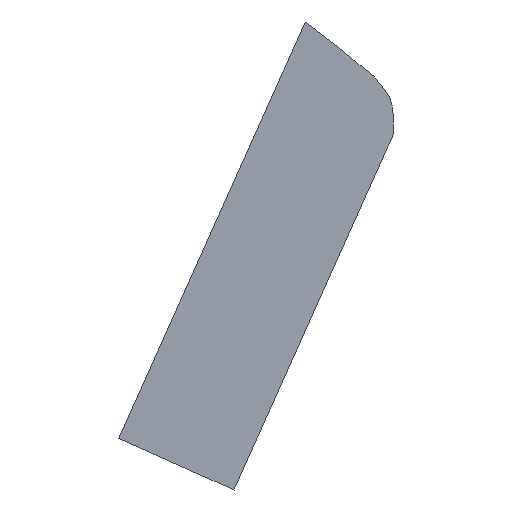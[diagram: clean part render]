
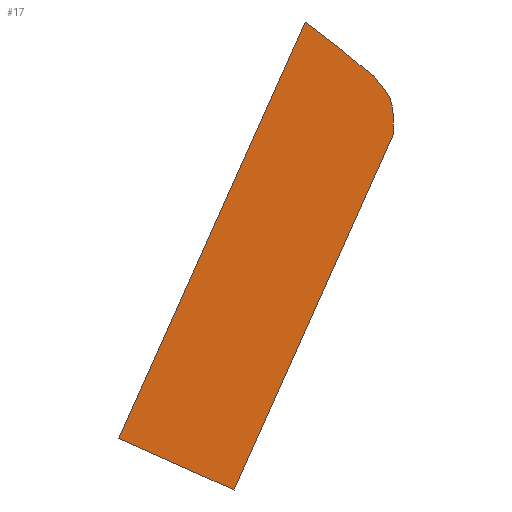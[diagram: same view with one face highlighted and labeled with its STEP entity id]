
A CAD part, left-side view. The second image highlights one B-rep face of the part: STEP entity #17.
In plain terms, the highlighted planar face has unit normal (1, -0.017, 0).
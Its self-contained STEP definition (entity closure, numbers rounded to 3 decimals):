
#17 = ADVANCED_FACE('',(#18),#32,.T.);
#18 = FACE_BOUND('',#19,.F.);
#19 = EDGE_LOOP('',(#20,#43,#59,#75,#97));
#20 = ORIENTED_EDGE('',*,*,#21,.T.);
#21 = EDGE_CURVE('',#22,#24,#26,.T.);
#22 = VERTEX_POINT('',#23);
#23 = CARTESIAN_POINT('',(-0.075,-4.414,
    56.079));
#24 = VERTEX_POINT('',#25);
#25 = CARTESIAN_POINT('',(0.754,44.338,-52.76
    ));
#26 = SURFACE_CURVE('',#27,(#31),.PCURVE_S1.);
#27 = LINE('',#28,#29);
#28 = CARTESIAN_POINT('',(-0.075,-4.414,
    56.079));
#29 = VECTOR('',#30,1.);
#30 = DIRECTION('',(0.007,0.409,-0.913));
#31 = PCURVE('',#32,#37);
#32 = PLANE('',#33);
#33 = AXIS2_PLACEMENT_3D('',#34,#35,#36);
#34 = CARTESIAN_POINT('',(-0.596,-35.075,
    43.127));
#35 = DIRECTION('',(1.,-0.017,
    0.));
#36 = DIRECTION('',(0.007,0.409,-0.913));
#37 = DEFINITIONAL_REPRESENTATION('',(#38),#42);
#38 = LINE('',#39,#40);
#39 = CARTESIAN_POINT('',(0.718,33.281));
#40 = VECTOR('',#41,1.);
#41 = DIRECTION('',(1.,0.));
#42 = ( GEOMETRIC_REPRESENTATION_CONTEXT(2) 
PARAMETRIC_REPRESENTATION_CONTEXT() REPRESENTATION_CONTEXT('2D SPACE',''
  ) );
#43 = ORIENTED_EDGE('',*,*,#44,.T.);
#44 = EDGE_CURVE('',#24,#45,#47,.T.);
#45 = VERTEX_POINT('',#46);
#46 = CARTESIAN_POINT('',(0.241,14.153,-66.285
    ));
#47 = SURFACE_CURVE('',#48,(#52),.PCURVE_S1.);
#48 = LINE('',#49,#50);
#49 = CARTESIAN_POINT('',(0.754,44.338,-52.76
    ));
#50 = VECTOR('',#51,1.);
#51 = DIRECTION('',(-0.016,-0.912,-0.409)
  );
#52 = PCURVE('',#32,#53);
#53 = DEFINITIONAL_REPRESENTATION('',(#54),#58);
#54 = LINE('',#55,#56);
#55 = CARTESIAN_POINT('',(119.979,33.281));
#56 = VECTOR('',#57,1.);
#57 = DIRECTION('',(0.,-1.));
#58 = ( GEOMETRIC_REPRESENTATION_CONTEXT(2) 
PARAMETRIC_REPRESENTATION_CONTEXT() REPRESENTATION_CONTEXT('2D SPACE',''
  ) );
#59 = ORIENTED_EDGE('',*,*,#60,.T.);
#60 = EDGE_CURVE('',#45,#61,#63,.T.);
#61 = VERTEX_POINT('',#62);
#62 = CARTESIAN_POINT('',(-0.468,-27.495,26.694
    ));
#63 = SURFACE_CURVE('',#64,(#68),.PCURVE_S1.);
#64 = LINE('',#65,#66);
#65 = CARTESIAN_POINT('',(0.241,14.153,-66.285
    ));
#66 = VECTOR('',#67,1.);
#67 = DIRECTION('',(-0.007,-0.409,0.913)
  );
#68 = PCURVE('',#32,#69);
#69 = DEFINITIONAL_REPRESENTATION('',(#70),#74);
#70 = LINE('',#71,#72);
#71 = CARTESIAN_POINT('',(119.979,0.2));
#72 = VECTOR('',#73,1.);
#73 = DIRECTION('',(-1.,0.));
#74 = ( GEOMETRIC_REPRESENTATION_CONTEXT(2) 
PARAMETRIC_REPRESENTATION_CONTEXT() REPRESENTATION_CONTEXT('2D SPACE',''
  ) );
#75 = ORIENTED_EDGE('',*,*,#76,.T.);
#76 = EDGE_CURVE('',#61,#77,#79,.T.);
#77 = VERTEX_POINT('',#78);
#78 = CARTESIAN_POINT('',(-0.452,-26.582,
    36.273));
#79 = SURFACE_CURVE('',#80,(#87),.PCURVE_S1.);
#80 = B_SPLINE_CURVE_WITH_KNOTS('',3,(#81,#82,#83,#84,#85,#86),
  .UNSPECIFIED.,.F.,.F.,(4,1,1,4),(0.,0.333,0.667,1.),
  .UNSPECIFIED.);
#81 = CARTESIAN_POINT('',(-0.468,-27.495,
    26.694));
#82 = CARTESIAN_POINT('',(-0.468,-27.542,27.93
    ));
#83 = CARTESIAN_POINT('',(-0.468,-27.539,30.287)
  );
#84 = CARTESIAN_POINT('',(-0.465,-27.364,
    33.44));
#85 = CARTESIAN_POINT('',(-0.457,-26.889,
    35.363));
#86 = CARTESIAN_POINT('',(-0.452,-26.582,
    36.273));
#87 = PCURVE('',#32,#88);
#88 = DEFINITIONAL_REPRESENTATION('',(#89),#96);
#89 = B_SPLINE_CURVE_WITH_KNOTS('',3,(#90,#91,#92,#93,#94,#95),
  .UNSPECIFIED.,.F.,.F.,(4,1,1,4),(0.,0.333,0.667,1.),
  .UNSPECIFIED.);
#90 = CARTESIAN_POINT('',(18.097,0.2));
#91 = CARTESIAN_POINT('',(16.95,0.662));
#92 = CARTESIAN_POINT('',(14.799,1.629));
#93 = CARTESIAN_POINT('',(11.993,3.077));
#94 = CARTESIAN_POINT('',(10.433,4.297));
#95 = CARTESIAN_POINT('',(9.728,4.949));
#96 = ( GEOMETRIC_REPRESENTATION_CONTEXT(2) 
PARAMETRIC_REPRESENTATION_CONTEXT() REPRESENTATION_CONTEXT('2D SPACE',''
  ) );
#97 = ORIENTED_EDGE('',*,*,#98,.T.);
#98 = EDGE_CURVE('',#77,#22,#99,.T.);
#99 = SURFACE_CURVE('',#100,(#107),.PCURVE_S1.);
#100 = B_SPLINE_CURVE_WITH_KNOTS('',3,(#101,#102,#103,#104,#105,#106),
  .UNSPECIFIED.,.F.,.F.,(4,1,1,4),(0.,0.333,0.667,1.),
  .UNSPECIFIED.);
#101 = CARTESIAN_POINT('',(-0.452,-26.582,
    36.273));
#102 = CARTESIAN_POINT('',(-0.429,-25.222,
    38.589));
#103 = CARTESIAN_POINT('',(-0.37,-21.745,
    43.144));
#104 = CARTESIAN_POINT('',(-0.213,-12.538,
    49.794));
#105 = CARTESIAN_POINT('',(-0.122,-7.183,
    54.014));
#106 = CARTESIAN_POINT('',(-0.075,-4.414,
    56.079));
#107 = PCURVE('',#32,#108);
#108 = DEFINITIONAL_REPRESENTATION('',(#109),#116);
#109 = B_SPLINE_CURVE_WITH_KNOTS('',3,(#110,#111,#112,#113,#114,#115),
  .UNSPECIFIED.,.F.,.F.,(4,1,1,4),(0.,0.333,0.667,1.),
  .UNSPECIFIED.);
#110 = CARTESIAN_POINT('',(9.728,4.949));
#111 = CARTESIAN_POINT('',(8.171,7.137));
#112 = CARTESIAN_POINT('',(5.435,12.173));
#113 = CARTESIAN_POINT('',(3.132,23.296));
#114 = CARTESIAN_POINT('',(1.47,29.909));
#115 = CARTESIAN_POINT('',(0.718,33.281));
#116 = ( GEOMETRIC_REPRESENTATION_CONTEXT(2) 
PARAMETRIC_REPRESENTATION_CONTEXT() REPRESENTATION_CONTEXT('2D SPACE',''
  ) );
